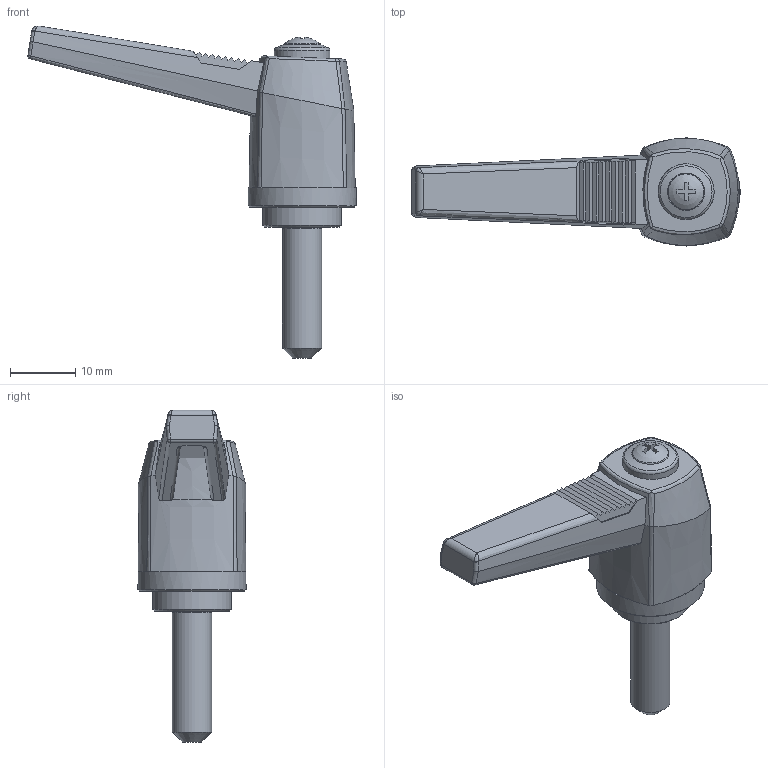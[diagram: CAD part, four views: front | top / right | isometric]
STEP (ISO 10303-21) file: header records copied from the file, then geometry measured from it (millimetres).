
FILE_DESCRIPTION( ( 'Unknown' ), '1' );
FILE_NAME( '6355640_KRP42_M06x20.stp', 'Unknown', ( 'Unknown' ), ( 'Unknown' ), 'PSStep 11.0', 'Unknown', ' ' );
FILE_SCHEMA( ( 'AUTOMOTIVE_DESIGN { 1 0 10303 214 1 1 1 1 }' ) );
Length unit declared in the file: millimetre
Products named in the file (1): 1840010
Bounding box: 50.14 x 16.5 x 50.7 mm (x, y, z)
Volume: 7139 mm3; surface area: 4345.3 mm2
Topology: 1 solids, 6 shells, 152 faces, 383 edges, 247 vertices
Faces by surface type: plane 74, bspline 41, cylinder 24, torus 5, cone 4, sphere 4
Full cylindrical faces by diameter (mm): 2 x1, 2.9 x1, 3.294 x1, 5.6 x1, 5.7 x1, 6 x4, 7.7 x1, 8.5 x1, 8.55 x1, 11 x2, 11.5 x1, 12 x1, 16.5 x1
Entity records: 8535 total; most frequent: CARTESIAN_POINT 4213, ORIENTED_EDGE 674, DIRECTION 511, EDGE_CURVE 337, VERTEX_POINT 233, AXIS2_PLACEMENT_3D 197, EDGE_LOOP 195, FACE_OUTER_BOUND 176
